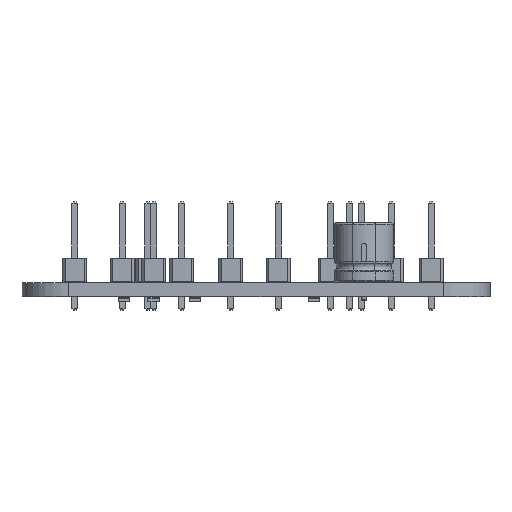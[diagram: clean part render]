
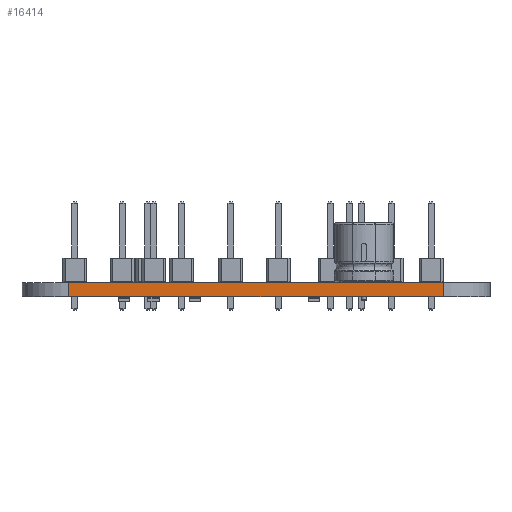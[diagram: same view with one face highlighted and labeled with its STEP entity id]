
A CAD part, front view. The second image highlights one B-rep face of the part: STEP entity #16414.
In plain terms, the highlighted planar face has unit normal (0, -1, 0).
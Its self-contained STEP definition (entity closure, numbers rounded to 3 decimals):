
#14853 = VERTEX_POINT('',#14854);
#14854 = CARTESIAN_POINT('',(50.,-70.,0.));
#14861 = EDGE_CURVE('',#14862,#14853,#14864,.T.);
#14862 = VERTEX_POINT('',#14863);
#14863 = CARTESIAN_POINT('',(90.,-70.,0.));
#14864 = LINE('',#14865,#14866);
#14865 = CARTESIAN_POINT('',(90.,-70.,0.));
#14866 = VECTOR('',#14867,1.);
#14867 = DIRECTION('',(-1.,0.,0.));
#15620 = VERTEX_POINT('',#15621);
#15621 = CARTESIAN_POINT('',(50.,-70.,1.51));
#15628 = EDGE_CURVE('',#15629,#15620,#15631,.T.);
#15629 = VERTEX_POINT('',#15630);
#15630 = CARTESIAN_POINT('',(90.,-70.,1.51));
#15631 = LINE('',#15632,#15633);
#15632 = CARTESIAN_POINT('',(90.,-70.,1.51));
#15633 = VECTOR('',#15634,1.);
#15634 = DIRECTION('',(-1.,0.,0.));
#16386 = EDGE_CURVE('',#14862,#15629,#16387,.T.);
#16387 = LINE('',#16388,#16389);
#16388 = CARTESIAN_POINT('',(90.,-70.,0.));
#16389 = VECTOR('',#16390,1.);
#16390 = DIRECTION('',(0.,0.,1.));
#16414 = ADVANCED_FACE('',(#16415),#16426,.T.);
#16415 = FACE_BOUND('',#16416,.T.);
#16416 = EDGE_LOOP('',(#16417,#16418,#16419,#16425));
#16417 = ORIENTED_EDGE('',*,*,#16386,.T.);
#16418 = ORIENTED_EDGE('',*,*,#15628,.T.);
#16419 = ORIENTED_EDGE('',*,*,#16420,.F.);
#16420 = EDGE_CURVE('',#14853,#15620,#16421,.T.);
#16421 = LINE('',#16422,#16423);
#16422 = CARTESIAN_POINT('',(50.,-70.,0.));
#16423 = VECTOR('',#16424,1.);
#16424 = DIRECTION('',(0.,0.,1.));
#16425 = ORIENTED_EDGE('',*,*,#14861,.F.);
#16426 = PLANE('',#16427);
#16427 = AXIS2_PLACEMENT_3D('',#16428,#16429,#16430);
#16428 = CARTESIAN_POINT('',(90.,-70.,0.));
#16429 = DIRECTION('',(0.,-1.,0.));
#16430 = DIRECTION('',(-1.,0.,0.));
